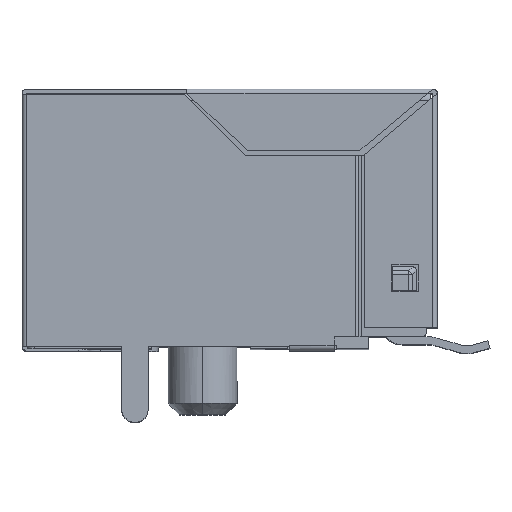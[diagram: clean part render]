
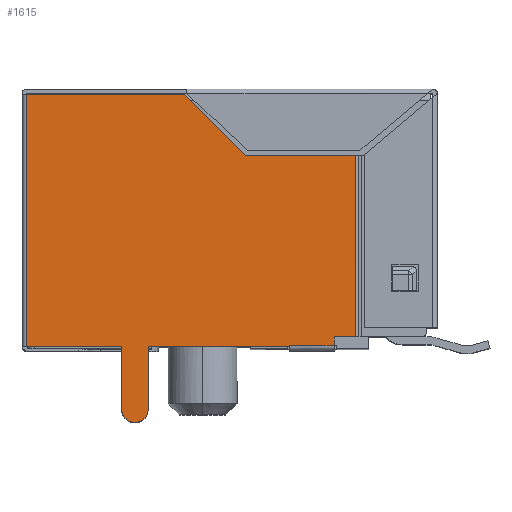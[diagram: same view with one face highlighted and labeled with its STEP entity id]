
A CAD part, top view. The second image highlights one B-rep face of the part: STEP entity #1615.
In plain terms, the highlighted planar face has unit normal (0, 0, 1).
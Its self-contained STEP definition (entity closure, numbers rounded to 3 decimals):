
#1500=AXIS2_PLACEMENT_3D('Plane Axis2P3D',#1497,#1498,#1499) ;
#472=CARTESIAN_POINT('Line Origine',(2.607,0.202,0.302)) ;
#476=CARTESIAN_POINT('Vertex',(4.747,0.202,0.302)) ;
#478=CARTESIAN_POINT('Vertex',(0.467,0.202,0.302)) ;
#528=CARTESIAN_POINT('Line Origine',(0.467,-0.025,0.302)) ;
#532=CARTESIAN_POINT('Vertex',(0.467,11.552,0.302)) ;
#1497=CARTESIAN_POINT('Axis2P3D Location',(7.875,4.177,0.302)) ;
#1502=CARTESIAN_POINT('Line Origine',(12.805,8.804,0.302)) ;
#1506=CARTESIAN_POINT('Vertex',(10.326,8.804,0.302)) ;
#1508=CARTESIAN_POINT('Vertex',(15.283,8.804,0.302)) ;
#1511=CARTESIAN_POINT('Line Origine',(8.957,10.178,0.302)) ;
#1515=CARTESIAN_POINT('Vertex',(7.588,11.552,0.302)) ;
#1518=CARTESIAN_POINT('Line Origine',(4.027,11.552,0.302)) ;
#1523=CARTESIAN_POINT('Line Origine',(4.747,-1.198,0.302)) ;
#1527=CARTESIAN_POINT('Vertex',(4.747,-2.598,0.302)) ;
#1531=CARTESIAN_POINT('Control Point',(5.947,-2.598,0.302)) ;
#1532=CARTESIAN_POINT('Control Point',(5.947,-2.674,0.302)) ;
#1533=CARTESIAN_POINT('Control Point',(5.935,-2.75,0.302)) ;
#1534=CARTESIAN_POINT('Control Point',(5.911,-2.823,0.302)) ;
#1535=CARTESIAN_POINT('Control Point',(5.841,-2.96,0.302)) ;
#1536=CARTESIAN_POINT('Control Point',(5.732,-3.068,0.302)) ;
#1537=CARTESIAN_POINT('Control Point',(5.669,-3.113,0.302)) ;
#1538=CARTESIAN_POINT('Control Point',(5.531,-3.182,0.302)) ;
#1539=CARTESIAN_POINT('Control Point',(5.379,-3.205,0.302)) ;
#1540=CARTESIAN_POINT('Control Point',(5.302,-3.204,0.302)) ;
#1541=CARTESIAN_POINT('Control Point',(5.151,-3.178,0.302)) ;
#1542=CARTESIAN_POINT('Control Point',(5.015,-3.106,0.302)) ;
#1543=CARTESIAN_POINT('Control Point',(4.953,-3.06,0.302)) ;
#1544=CARTESIAN_POINT('Control Point',(4.848,-2.952,0.302)) ;
#1545=CARTESIAN_POINT('Control Point',(4.781,-2.816,0.302)) ;
#1546=CARTESIAN_POINT('Control Point',(4.758,-2.745,0.302)) ;
#1547=CARTESIAN_POINT('Control Point',(4.747,-2.672,0.302)) ;
#1548=CARTESIAN_POINT('Control Point',(4.747,-2.598,0.302)) ;
#1549=CARTESIAN_POINT('Vertex',(5.947,-2.598,0.302)) ;
#1552=CARTESIAN_POINT('Line Origine',(5.947,-1.198,0.302)) ;
#1556=CARTESIAN_POINT('Vertex',(5.947,0.202,0.302)) ;
#1559=CARTESIAN_POINT('Line Origine',(9.132,0.202,0.302)) ;
#1563=CARTESIAN_POINT('Vertex',(12.317,0.202,0.302)) ;
#1566=CARTESIAN_POINT('Line Origine',(12.317,0.227,0.302)) ;
#1570=CARTESIAN_POINT('Vertex',(12.317,0.252,0.302)) ;
#1573=CARTESIAN_POINT('Line Origine',(13.317,0.252,0.302)) ;
#1577=CARTESIAN_POINT('Vertex',(14.317,0.252,0.302)) ;
#1580=CARTESIAN_POINT('Line Origine',(14.317,0.452,0.302)) ;
#1584=CARTESIAN_POINT('Vertex',(14.317,0.652,0.302)) ;
#1587=CARTESIAN_POINT('Line Origine',(14.8,0.652,0.302)) ;
#1591=CARTESIAN_POINT('Vertex',(15.283,0.652,0.302)) ;
#1594=CARTESIAN_POINT('Line Origine',(15.283,4.728,0.302)) ;
#473=DIRECTION('Vector Direction',(-1.,0.,0.)) ;
#529=DIRECTION('Vector Direction',(0.,1.,0.)) ;
#1498=DIRECTION('Axis2P3D Direction',(0.,-0.,1.)) ;
#1499=DIRECTION('Axis2P3D XDirection',(0.,1.,0.)) ;
#1503=DIRECTION('Vector Direction',(1.,0.,0.)) ;
#1512=DIRECTION('Vector Direction',(0.706,-0.708,0.)) ;
#1519=DIRECTION('Vector Direction',(-1.,0.,0.)) ;
#1524=DIRECTION('Vector Direction',(0.,-1.,0.)) ;
#1553=DIRECTION('Vector Direction',(0.,1.,0.)) ;
#1560=DIRECTION('Vector Direction',(-1.,0.,0.)) ;
#1567=DIRECTION('Vector Direction',(0.,1.,0.)) ;
#1574=DIRECTION('Vector Direction',(1.,0.,0.)) ;
#1581=DIRECTION('Vector Direction',(0.,1.,0.)) ;
#1588=DIRECTION('Vector Direction',(-1.,0.,0.)) ;
#1595=DIRECTION('Vector Direction',(0.,-1.,0.)) ;
#474=VECTOR('Line Direction',#473,1.) ;
#530=VECTOR('Line Direction',#529,1.) ;
#1504=VECTOR('Line Direction',#1503,1.) ;
#1513=VECTOR('Line Direction',#1512,1.) ;
#1520=VECTOR('Line Direction',#1519,1.) ;
#1525=VECTOR('Line Direction',#1524,1.) ;
#1554=VECTOR('Line Direction',#1553,1.) ;
#1561=VECTOR('Line Direction',#1560,1.) ;
#1568=VECTOR('Line Direction',#1567,1.) ;
#1575=VECTOR('Line Direction',#1574,1.) ;
#1582=VECTOR('Line Direction',#1581,1.) ;
#1589=VECTOR('Line Direction',#1588,1.) ;
#1596=VECTOR('Line Direction',#1595,1.) ;
#1600=ORIENTED_EDGE('',*,*,#1510,.F.) ;
#1601=ORIENTED_EDGE('',*,*,#1517,.F.) ;
#1602=ORIENTED_EDGE('',*,*,#1522,.T.) ;
#1603=ORIENTED_EDGE('',*,*,#534,.T.) ;
#1604=ORIENTED_EDGE('',*,*,#480,.F.) ;
#1605=ORIENTED_EDGE('',*,*,#1529,.T.) ;
#1606=ORIENTED_EDGE('',*,*,#1551,.F.) ;
#1607=ORIENTED_EDGE('',*,*,#1558,.T.) ;
#1608=ORIENTED_EDGE('',*,*,#1565,.F.) ;
#1609=ORIENTED_EDGE('',*,*,#1572,.T.) ;
#1610=ORIENTED_EDGE('',*,*,#1579,.T.) ;
#1611=ORIENTED_EDGE('',*,*,#1586,.T.) ;
#1612=ORIENTED_EDGE('',*,*,#1593,.F.) ;
#1613=ORIENTED_EDGE('',*,*,#1598,.F.) ;
#1615=ADVANCED_FACE('MANIFOLD_SOLID_BREP #23155',(#1614),#1501,.T.) ;
#1530=B_SPLINE_CURVE_WITH_KNOTS('',5,(#1531,#1532,#1533,#1534,#1535,#1536,#1537,#1538,#1539,#1540,#1541,#1542,#1543,#1544,#1545,#1546,#1547,#1548),.UNSPECIFIED.,.F.,.U.,(6,3,3,3,3,6),(0.,0.537,1.073,1.61,2.147,2.666),.UNSPECIFIED.) ;
#480=EDGE_CURVE('',#477,#479,#475,.T.) ;
#534=EDGE_CURVE('',#533,#479,#531,.F.) ;
#1510=EDGE_CURVE('',#1507,#1509,#1505,.T.) ;
#1517=EDGE_CURVE('',#1516,#1507,#1514,.T.) ;
#1522=EDGE_CURVE('',#1516,#533,#1521,.T.) ;
#1529=EDGE_CURVE('',#477,#1528,#1526,.T.) ;
#1551=EDGE_CURVE('',#1550,#1528,#1530,.T.) ;
#1558=EDGE_CURVE('',#1550,#1557,#1555,.T.) ;
#1565=EDGE_CURVE('',#1564,#1557,#1562,.T.) ;
#1572=EDGE_CURVE('',#1564,#1571,#1569,.T.) ;
#1579=EDGE_CURVE('',#1571,#1578,#1576,.T.) ;
#1586=EDGE_CURVE('',#1578,#1585,#1583,.T.) ;
#1593=EDGE_CURVE('',#1592,#1585,#1590,.T.) ;
#1598=EDGE_CURVE('',#1509,#1592,#1597,.T.) ;
#1599=EDGE_LOOP('',(#1600,#1601,#1602,#1603,#1604,#1605,#1606,#1607,#1608,#1609,#1610,#1611,#1612,#1613)) ;
#1614=FACE_OUTER_BOUND('',#1599,.T.) ;
#475=LINE('Line',#472,#474) ;
#531=LINE('Line',#528,#530) ;
#1505=LINE('Line',#1502,#1504) ;
#1514=LINE('Line',#1511,#1513) ;
#1521=LINE('Line',#1518,#1520) ;
#1526=LINE('Line',#1523,#1525) ;
#1555=LINE('Line',#1552,#1554) ;
#1562=LINE('Line',#1559,#1561) ;
#1569=LINE('Line',#1566,#1568) ;
#1576=LINE('Line',#1573,#1575) ;
#1583=LINE('Line',#1580,#1582) ;
#1590=LINE('Line',#1587,#1589) ;
#1597=LINE('Line',#1594,#1596) ;
#1501=PLANE('',#1500) ;
#477=VERTEX_POINT('',#476) ;
#479=VERTEX_POINT('',#478) ;
#533=VERTEX_POINT('',#532) ;
#1507=VERTEX_POINT('',#1506) ;
#1509=VERTEX_POINT('',#1508) ;
#1516=VERTEX_POINT('',#1515) ;
#1528=VERTEX_POINT('',#1527) ;
#1550=VERTEX_POINT('',#1549) ;
#1557=VERTEX_POINT('',#1556) ;
#1564=VERTEX_POINT('',#1563) ;
#1571=VERTEX_POINT('',#1570) ;
#1578=VERTEX_POINT('',#1577) ;
#1585=VERTEX_POINT('',#1584) ;
#1592=VERTEX_POINT('',#1591) ;
